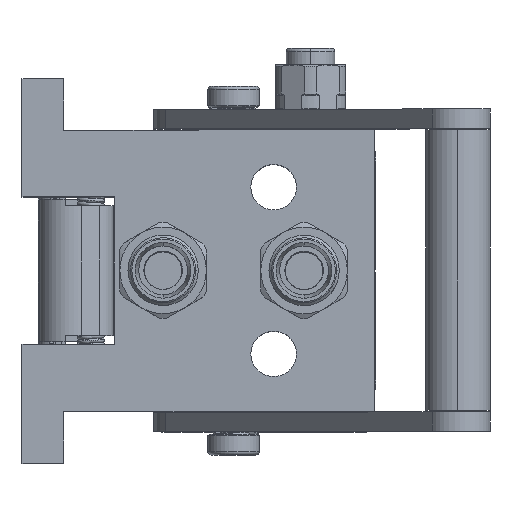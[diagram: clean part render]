
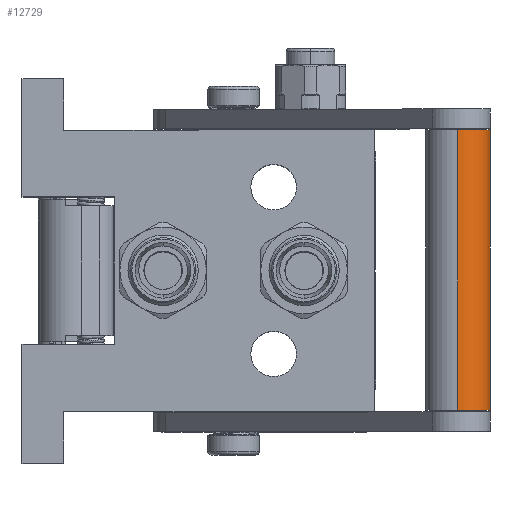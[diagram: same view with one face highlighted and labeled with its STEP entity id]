
A CAD part, top view. The second image highlights one B-rep face of the part: STEP entity #12729.
In plain terms, the highlighted cylindrical face has radius 10 mm (diameter 20 mm), a partial arc.
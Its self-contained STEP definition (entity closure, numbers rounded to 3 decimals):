
#1602 = VERTEX_POINT ( 'NONE', #54075 ) ;
#2167 = DIRECTION ( 'NONE',  ( 0., 0., 1. ) ) ;
#2374 = EDGE_LOOP ( 'NONE', ( #49980, #17394, #76859, #64748 ) ) ;
#4463 = CARTESIAN_POINT ( 'NONE',  ( 0., 0., 0. ) ) ;
#10406 = CARTESIAN_POINT ( 'NONE',  ( -96.825, 0., 0. ) ) ;
#10415 = DIRECTION ( 'NONE',  ( 0., 0., -1. ) ) ;
#10761 = DIRECTION ( 'NONE',  ( 1., 0., 0. ) ) ;
#10773 = AXIS2_PLACEMENT_3D ( 'NONE', #10406, #42916, #2167 ) ;
#11971 = AXIS2_PLACEMENT_3D ( 'NONE', #4463, #50793, #12708 ) ;
#12708 = DIRECTION ( 'NONE',  ( 0., 0., -1. ) ) ;
#12729 = ADVANCED_FACE ( 'NONE', ( #48298 ), #40852, .T. ) ;
#13705 = VERTEX_POINT ( 'NONE', #45863 ) ;
#17394 = ORIENTED_EDGE ( 'NONE', *, *, #72257, .F. ) ;
#17607 = VECTOR ( 'NONE', #26372, 1000. ) ;
#26077 = VECTOR ( 'NONE', #60608, 1000. ) ;
#26372 = DIRECTION ( 'NONE',  ( -1., 0., 0. ) ) ;
#27715 = VERTEX_POINT ( 'NONE', #48160 ) ;
#36320 = CARTESIAN_POINT ( 'NONE',  ( 0., 0., 10. ) ) ;
#37255 = CIRCLE ( 'NONE', #72549, 10. ) ;
#40852 = CYLINDRICAL_SURFACE ( 'NONE', #10773, 10. ) ;
#40945 = EDGE_CURVE ( 'NONE', #13705, #97835, #58458, .T. ) ;
#42916 = DIRECTION ( 'NONE',  ( -1., 0., 0. ) ) ;
#43037 = EDGE_CURVE ( 'NONE', #1602, #27715, #37255, .T. ) ;
#45863 = CARTESIAN_POINT ( 'NONE',  ( 0., 0., -10. ) ) ;
#48160 = CARTESIAN_POINT ( 'NONE',  ( -87.5, 0., 10. ) ) ;
#48298 = FACE_OUTER_BOUND ( 'NONE', #2374, .T. ) ;
#49980 = ORIENTED_EDGE ( 'NONE', *, *, #43037, .T. ) ;
#50793 = DIRECTION ( 'NONE',  ( 1., 0., 0. ) ) ;
#53369 = LINE ( 'NONE', #84279, #26077 ) ;
#54075 = CARTESIAN_POINT ( 'NONE',  ( -87.5, 0., -10. ) ) ;
#58152 = CARTESIAN_POINT ( 'NONE',  ( -87.5, 0., 0. ) ) ;
#58458 = CIRCLE ( 'NONE', #11971, 10. ) ;
#60608 = DIRECTION ( 'NONE',  ( -1., 0., 0. ) ) ;
#64748 = ORIENTED_EDGE ( 'NONE', *, *, #98973, .T. ) ;
#72257 = EDGE_CURVE ( 'NONE', #97835, #27715, #53369, .T. ) ;
#72549 = AXIS2_PLACEMENT_3D ( 'NONE', #58152, #10761, #10415 ) ;
#76859 = ORIENTED_EDGE ( 'NONE', *, *, #40945, .F. ) ;
#84279 = CARTESIAN_POINT ( 'NONE',  ( 0., 0., 10. ) ) ;
#89201 = CARTESIAN_POINT ( 'NONE',  ( 0., 0., -10. ) ) ;
#97835 = VERTEX_POINT ( 'NONE', #36320 ) ;
#98973 = EDGE_CURVE ( 'NONE', #13705, #1602, #99487, .T. ) ;
#99487 = LINE ( 'NONE', #89201, #17607 ) ;
